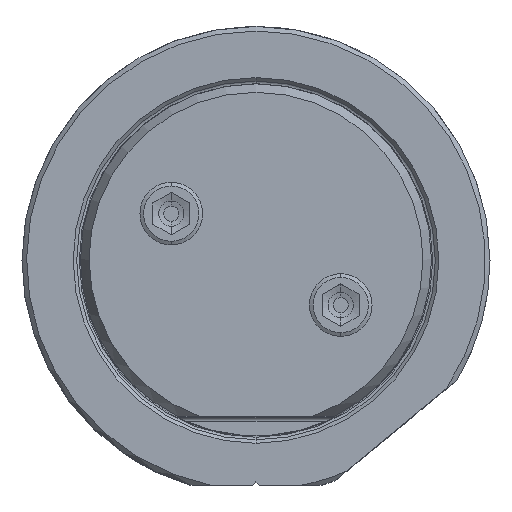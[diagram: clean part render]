
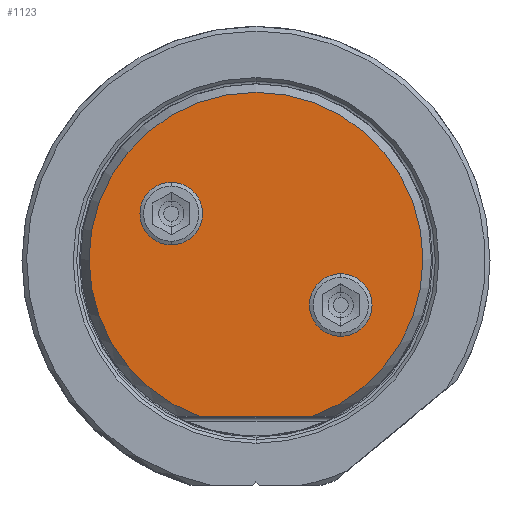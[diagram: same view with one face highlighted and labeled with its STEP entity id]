
A CAD part, top view. The second image highlights one B-rep face of the part: STEP entity #1123.
In plain terms, the highlighted planar face has unit normal (0, 0, 1).
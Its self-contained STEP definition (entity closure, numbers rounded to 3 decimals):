
#104=PLANE('',#6161);
#305=LINE('',#12675,#655);
#655=VECTOR('',#7193,1.);
#879=FACE_BOUND('',#1796,.T.);
#880=FACE_BOUND('',#1797,.T.);
#881=FACE_BOUND('',#1798,.T.);
#1123=ADVANCED_FACE('',(#879,#880,#881),#104,.T.);
#1796=EDGE_LOOP('',(#2991,#2992,#2993));
#1797=EDGE_LOOP('',(#2994,#2995));
#1798=EDGE_LOOP('',(#2996,#2997));
#2118=CIRCLE('',#6152,3.4);
#2120=CIRCLE('',#6155,3.4);
#2121=CIRCLE('',#6157,18.122);
#2122=CIRCLE('',#6158,18.122);
#2123=CIRCLE('',#6159,3.4);
#2124=CIRCLE('',#6160,3.4);
#2991=ORIENTED_EDGE('',*,*,#5090,.T.);
#2992=ORIENTED_EDGE('',*,*,#5091,.T.);
#2993=ORIENTED_EDGE('',*,*,#5092,.T.);
#2994=ORIENTED_EDGE('',*,*,#5086,.T.);
#2995=ORIENTED_EDGE('',*,*,#5089,.T.);
#2996=ORIENTED_EDGE('',*,*,#5093,.T.);
#2997=ORIENTED_EDGE('',*,*,#5094,.T.);
#4404=VERTEX_POINT('',#12664);
#4405=VERTEX_POINT('',#12666);
#4406=VERTEX_POINT('',#12673);
#4407=VERTEX_POINT('',#12674);
#4408=VERTEX_POINT('',#12676);
#4409=VERTEX_POINT('',#12679);
#4410=VERTEX_POINT('',#12680);
#5086=EDGE_CURVE('',#4405,#4404,#2118,.T.);
#5089=EDGE_CURVE('',#4404,#4405,#2120,.T.);
#5090=EDGE_CURVE('',#4406,#4407,#2121,.T.);
#5091=EDGE_CURVE('',#4407,#4408,#305,.T.);
#5092=EDGE_CURVE('',#4408,#4406,#2122,.T.);
#5093=EDGE_CURVE('',#4409,#4410,#2123,.T.);
#5094=EDGE_CURVE('',#4410,#4409,#2124,.T.);
#6152=AXIS2_PLACEMENT_3D('',#12665,#7180,#7181);
#6155=AXIS2_PLACEMENT_3D('',#12670,#7187,#7188);
#6157=AXIS2_PLACEMENT_3D('',#12672,#7191,#7192);
#6158=AXIS2_PLACEMENT_3D('',#12677,#7194,#7195);
#6159=AXIS2_PLACEMENT_3D('',#12678,#7196,#7197);
#6160=AXIS2_PLACEMENT_3D('',#12681,#7198,#7199);
#6161=AXIS2_PLACEMENT_3D('',#12682,#7200,#7201);
#7180=DIRECTION('',(0.,0.,-1.));
#7181=DIRECTION('',(1.,0.,0.));
#7187=DIRECTION('',(0.,0.,-1.));
#7188=DIRECTION('',(-1.,0.,0.));
#7191=DIRECTION('',(0.,0.,1.));
#7192=DIRECTION('',(0.,1.,0.));
#7193=DIRECTION('',(1.,0.,0.));
#7194=DIRECTION('',(0.,0.,1.));
#7195=DIRECTION('',(0.339,-0.941,0.));
#7196=DIRECTION('',(0.,0.,-1.));
#7197=DIRECTION('',(1.,0.,0.));
#7198=DIRECTION('',(0.,0.,-1.));
#7199=DIRECTION('',(-1.,0.,0.));
#7200=DIRECTION('',(0.,0.,1.));
#7201=DIRECTION('',(1.,0.,0.));
#12664=CARTESIAN_POINT('',(5.797,-4.962,69.85));
#12665=CARTESIAN_POINT('',(9.197,-4.962,69.85));
#12666=CARTESIAN_POINT('',(12.597,-4.962,69.85));
#12670=CARTESIAN_POINT('',(9.197,-4.962,69.85));
#12672=CARTESIAN_POINT('',(0.,0.,69.85));
#12673=CARTESIAN_POINT('',(0.,18.122,69.85));
#12674=CARTESIAN_POINT('',(-6.141,-17.05,69.85));
#12675=CARTESIAN_POINT('',(-6.141,-17.05,69.85));
#12676=CARTESIAN_POINT('',(6.141,-17.05,69.85));
#12677=CARTESIAN_POINT('',(0.,0.,69.85));
#12678=CARTESIAN_POINT('',(-9.197,4.962,69.85));
#12679=CARTESIAN_POINT('',(-5.797,4.962,69.85));
#12680=CARTESIAN_POINT('',(-12.597,4.962,69.85));
#12681=CARTESIAN_POINT('',(-9.197,4.962,69.85));
#12682=CARTESIAN_POINT('',(0.,0.536,69.85));
